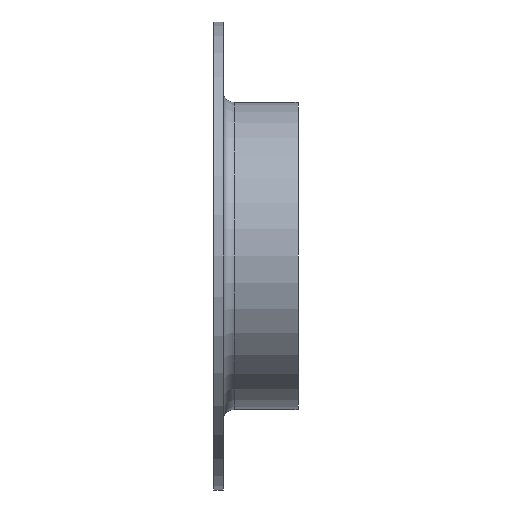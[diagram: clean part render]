
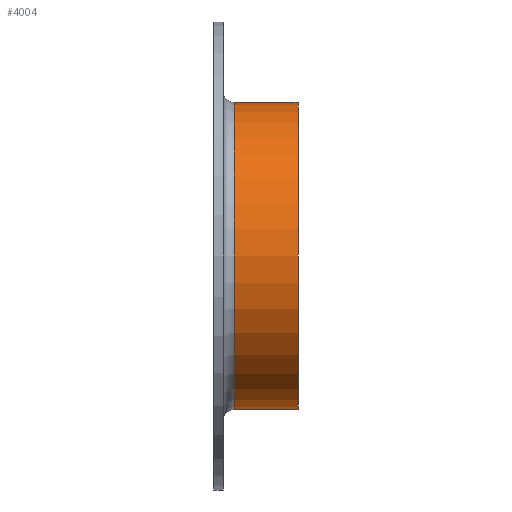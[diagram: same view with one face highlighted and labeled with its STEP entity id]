
A CAD part, front view. The second image highlights one B-rep face of the part: STEP entity #4004.
In plain terms, the highlighted cylindrical face has radius 42 mm (diameter 84 mm), a full revolution.
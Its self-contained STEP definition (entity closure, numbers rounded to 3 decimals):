
#407 = AXIS2_PLACEMENT_3D ( 'NONE', #15413, #9391, #984 ) ;
#589 = DIRECTION ( 'NONE',  ( 0., 0., 1. ) ) ;
#984 = DIRECTION ( 'NONE',  ( 0., 0., 1. ) ) ;
#1472 = EDGE_CURVE ( 'NONE', #13150, #13150, #14086, .T. ) ;
#1615 = ORIENTED_EDGE ( 'NONE', *, *, #1472, .T. ) ;
#2418 = VERTEX_POINT ( 'NONE', #13458 ) ;
#3586 = FACE_OUTER_BOUND ( 'NONE', #14380, .T. ) ;
#4004 = ADVANCED_FACE ( 'NONE', ( #8191, #3586 ), #13053, .T. ) ;
#5870 = ORIENTED_EDGE ( 'NONE', *, *, #11493, .T. ) ;
#5982 = CARTESIAN_POINT ( 'NONE',  ( 0., 0., 0. ) ) ;
#6681 = DIRECTION ( 'NONE',  ( 1., 0., 0. ) ) ;
#7725 = AXIS2_PLACEMENT_3D ( 'NONE', #9230, #6681, #589 ) ;
#8191 = FACE_OUTER_BOUND ( 'NONE', #9857, .T. ) ;
#9230 = CARTESIAN_POINT ( 'NONE',  ( 5.5, 0., 0. ) ) ;
#9391 = DIRECTION ( 'NONE',  ( -1., 0., 0. ) ) ;
#9471 = DIRECTION ( 'NONE',  ( 0., 0., 1. ) ) ;
#9857 = EDGE_LOOP ( 'NONE', ( #5870 ) ) ;
#10444 = AXIS2_PLACEMENT_3D ( 'NONE', #5982, #14473, #9471 ) ;
#10456 = CARTESIAN_POINT ( 'NONE',  ( 23., 0., 42. ) ) ;
#11493 = EDGE_CURVE ( 'NONE', #2418, #2418, #15086, .T. ) ;
#13053 = CYLINDRICAL_SURFACE ( 'NONE', #10444, 42. ) ;
#13150 = VERTEX_POINT ( 'NONE', #10456 ) ;
#13458 = CARTESIAN_POINT ( 'NONE',  ( 5.5, 0., 42. ) ) ;
#14086 = CIRCLE ( 'NONE', #407, 42. ) ;
#14380 = EDGE_LOOP ( 'NONE', ( #1615 ) ) ;
#14473 = DIRECTION ( 'NONE',  ( -1., 0., 0. ) ) ;
#15086 = CIRCLE ( 'NONE', #7725, 42. ) ;
#15413 = CARTESIAN_POINT ( 'NONE',  ( 23., 0., 0. ) ) ;
